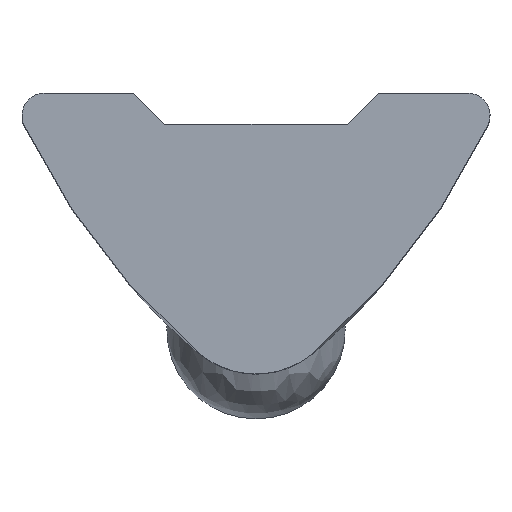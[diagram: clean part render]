
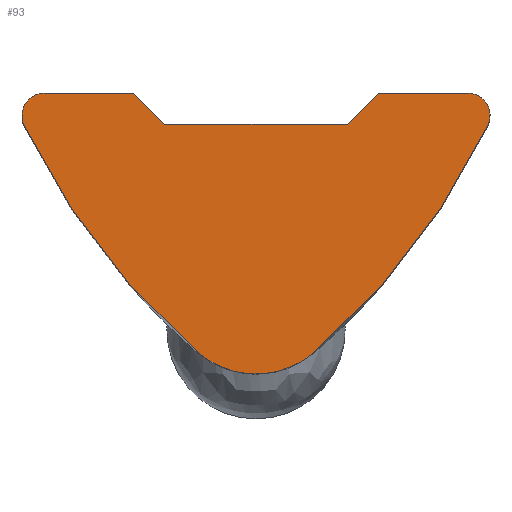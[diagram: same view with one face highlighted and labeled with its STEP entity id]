
A CAD part, top view. The second image highlights one B-rep face of the part: STEP entity #93.
In plain terms, the highlighted planar face has unit normal (0, 0, 1).
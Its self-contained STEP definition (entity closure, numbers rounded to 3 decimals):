
#9 = ORIENTED_EDGE ( 'NONE', *, *, #1042, .T. ) ;
#11 = EDGE_CURVE ( 'NONE', #929, #284, #371, .T. ) ;
#12 = CARTESIAN_POINT ( 'NONE',  ( -2.75, 0., 17. ) ) ;
#30 = EDGE_CURVE ( 'NONE', #59, #649, #809, .T. ) ;
#34 = DIRECTION ( 'NONE',  ( -1., 0., 0. ) ) ;
#42 = DIRECTION ( 'NONE',  ( 0., 0., -1. ) ) ;
#59 = VERTEX_POINT ( 'NONE', #963 ) ;
#60 = CARTESIAN_POINT ( 'NONE',  ( 2.05, -0.7, 17. ) ) ;
#93 = ADVANCED_FACE ( 'NONE', ( #240 ), #111, .T. ) ;
#111 = PLANE ( 'NONE',  #146 ) ;
#114 = DIRECTION ( 'NONE',  ( 1., 0., 0. ) ) ;
#121 = CIRCLE ( 'NONE', #1067, 0.5 ) ;
#123 = ORIENTED_EDGE ( 'NONE', *, *, #580, .T. ) ;
#146 = AXIS2_PLACEMENT_3D ( 'NONE', #783, #207, #114 ) ;
#170 = ORIENTED_EDGE ( 'NONE', *, *, #1174, .F. ) ;
#176 = EDGE_CURVE ( 'NONE', #914, #1199, #387, .T. ) ;
#181 = CARTESIAN_POINT ( 'NONE',  ( 0., 0., 17. ) ) ;
#205 = AXIS2_PLACEMENT_3D ( 'NONE', #1072, #42, #329 ) ;
#207 = DIRECTION ( 'NONE',  ( 0., 0., 1. ) ) ;
#213 = VERTEX_POINT ( 'NONE', #899 ) ;
#240 = FACE_OUTER_BOUND ( 'NONE', #1157, .T. ) ;
#241 = DIRECTION ( 'NONE',  ( -1., 0., 0. ) ) ;
#259 = LINE ( 'NONE', #333, #546 ) ;
#266 = EDGE_CURVE ( 'NONE', #718, #649, #259, .T. ) ;
#273 = ORIENTED_EDGE ( 'NONE', *, *, #176, .F. ) ;
#284 = VERTEX_POINT ( 'NONE', #522 ) ;
#307 = DIRECTION ( 'NONE',  ( 0., 0., 1. ) ) ;
#319 = DIRECTION ( 'NONE',  ( -1., 0., 0. ) ) ;
#320 = DIRECTION ( 'NONE',  ( -1., 0., 0. ) ) ;
#321 = EDGE_CURVE ( 'NONE', #375, #59, #646, .T. ) ;
#323 = AXIS2_PLACEMENT_3D ( 'NONE', #1013, #355, #1106 ) ;
#329 = DIRECTION ( 'NONE',  ( -1., 0., 0. ) ) ;
#333 = CARTESIAN_POINT ( 'NONE',  ( 2.05, -0.7, 17. ) ) ;
#340 = CARTESIAN_POINT ( 'NONE',  ( 0., 0., 17. ) ) ;
#354 = VECTOR ( 'NONE', #562, 1000. ) ;
#355 = DIRECTION ( 'NONE',  ( 0., 0., -1. ) ) ;
#364 = CARTESIAN_POINT ( 'NONE',  ( -5.25, -0.5, 17. ) ) ;
#368 = LINE ( 'NONE', #892, #1137 ) ;
#371 = LINE ( 'NONE', #756, #1058 ) ;
#375 = VERTEX_POINT ( 'NONE', #654 ) ;
#385 = CIRCLE ( 'NONE', #1047, 16. ) ;
#387 = CIRCLE ( 'NONE', #953, 0.5 ) ;
#409 = CIRCLE ( 'NONE', #323, 2. ) ;
#431 = ORIENTED_EDGE ( 'NONE', *, *, #471, .F. ) ;
#433 = VERTEX_POINT ( 'NONE', #1041 ) ;
#471 = EDGE_CURVE ( 'NONE', #1199, #733, #121, .T. ) ;
#495 = CARTESIAN_POINT ( 'NONE',  ( -4.75, -0.5, 17. ) ) ;
#522 = CARTESIAN_POINT ( 'NONE',  ( -2.05, -0.7, 17. ) ) ;
#540 = CARTESIAN_POINT ( 'NONE',  ( -4.75, 0., 17. ) ) ;
#546 = VECTOR ( 'NONE', #1077, 1000. ) ;
#551 = ORIENTED_EDGE ( 'NONE', *, *, #266, .F. ) ;
#562 = DIRECTION ( 'NONE',  ( -1., 0., 0. ) ) ;
#567 = CARTESIAN_POINT ( 'NONE',  ( -5.2, -0.718, 17. ) ) ;
#580 = EDGE_CURVE ( 'NONE', #914, #433, #385, .T. ) ;
#627 = AXIS2_PLACEMENT_3D ( 'NONE', #831, #739, #1107 ) ;
#646 = CIRCLE ( 'NONE', #627, 0.5 ) ;
#649 = VERTEX_POINT ( 'NONE', #1172 ) ;
#652 = EDGE_CURVE ( 'NONE', #929, #733, #1070, .T. ) ;
#654 = CARTESIAN_POINT ( 'NONE',  ( 5.2, -0.718, 17. ) ) ;
#718 = VERTEX_POINT ( 'NONE', #60 ) ;
#733 = VERTEX_POINT ( 'NONE', #540 ) ;
#739 = DIRECTION ( 'NONE',  ( 0., 0., 1. ) ) ;
#756 = CARTESIAN_POINT ( 'NONE',  ( -2.75, 0., 17. ) ) ;
#783 = CARTESIAN_POINT ( 'NONE',  ( 0., 0., 17. ) ) ;
#795 = ORIENTED_EDGE ( 'NONE', *, *, #652, .T. ) ;
#809 = LINE ( 'NONE', #181, #354 ) ;
#819 = VECTOR ( 'NONE', #241, 1000. ) ;
#831 = CARTESIAN_POINT ( 'NONE',  ( 4.75, -0.5, 17. ) ) ;
#883 = DIRECTION ( 'NONE',  ( -1., 0., 0. ) ) ;
#892 = CARTESIAN_POINT ( 'NONE',  ( 0., -0.7, 17. ) ) ;
#899 = CARTESIAN_POINT ( 'NONE',  ( 1.315, -5.807, 17. ) ) ;
#914 = VERTEX_POINT ( 'NONE', #567 ) ;
#929 = VERTEX_POINT ( 'NONE', #12 ) ;
#935 = CIRCLE ( 'NONE', #205, 16. ) ;
#953 = AXIS2_PLACEMENT_3D ( 'NONE', #495, #972, #319 ) ;
#963 = CARTESIAN_POINT ( 'NONE',  ( 4.75, 0., 17. ) ) ;
#968 = ORIENTED_EDGE ( 'NONE', *, *, #321, .T. ) ;
#972 = DIRECTION ( 'NONE',  ( 0., 0., -1. ) ) ;
#1013 = CARTESIAN_POINT ( 'NONE',  ( 0., -4.3, 17. ) ) ;
#1018 = EDGE_CURVE ( 'NONE', #375, #213, #935, .T. ) ;
#1033 = DIRECTION ( 'NONE',  ( 0.707, -0.707, 0. ) ) ;
#1041 = CARTESIAN_POINT ( 'NONE',  ( -1.315, -5.807, 17. ) ) ;
#1042 = EDGE_CURVE ( 'NONE', #718, #284, #368, .T. ) ;
#1047 = AXIS2_PLACEMENT_3D ( 'NONE', #1159, #307, #320 ) ;
#1058 = VECTOR ( 'NONE', #1033, 1000. ) ;
#1065 = CARTESIAN_POINT ( 'NONE',  ( -4.75, -0.5, 17. ) ) ;
#1067 = AXIS2_PLACEMENT_3D ( 'NONE', #1065, #1150, #883 ) ;
#1070 = LINE ( 'NONE', #340, #819 ) ;
#1072 = CARTESIAN_POINT ( 'NONE',  ( -9.203, 6.25, 17. ) ) ;
#1077 = DIRECTION ( 'NONE',  ( 0.707, 0.707, 0. ) ) ;
#1106 = DIRECTION ( 'NONE',  ( -1., 0., 0. ) ) ;
#1107 = DIRECTION ( 'NONE',  ( -1., 0., 0. ) ) ;
#1137 = VECTOR ( 'NONE', #34, 1000. ) ;
#1145 = ORIENTED_EDGE ( 'NONE', *, *, #11, .F. ) ;
#1150 = DIRECTION ( 'NONE',  ( 0., 0., -1. ) ) ;
#1157 = EDGE_LOOP ( 'NONE', ( #9, #1145, #795, #431, #273, #123, #170, #1158, #968, #1160, #551 ) ) ;
#1158 = ORIENTED_EDGE ( 'NONE', *, *, #1018, .F. ) ;
#1159 = CARTESIAN_POINT ( 'NONE',  ( 9.203, 6.25, 17. ) ) ;
#1160 = ORIENTED_EDGE ( 'NONE', *, *, #30, .T. ) ;
#1172 = CARTESIAN_POINT ( 'NONE',  ( 2.75, 0., 17. ) ) ;
#1174 = EDGE_CURVE ( 'NONE', #213, #433, #409, .T. ) ;
#1199 = VERTEX_POINT ( 'NONE', #364 ) ;
